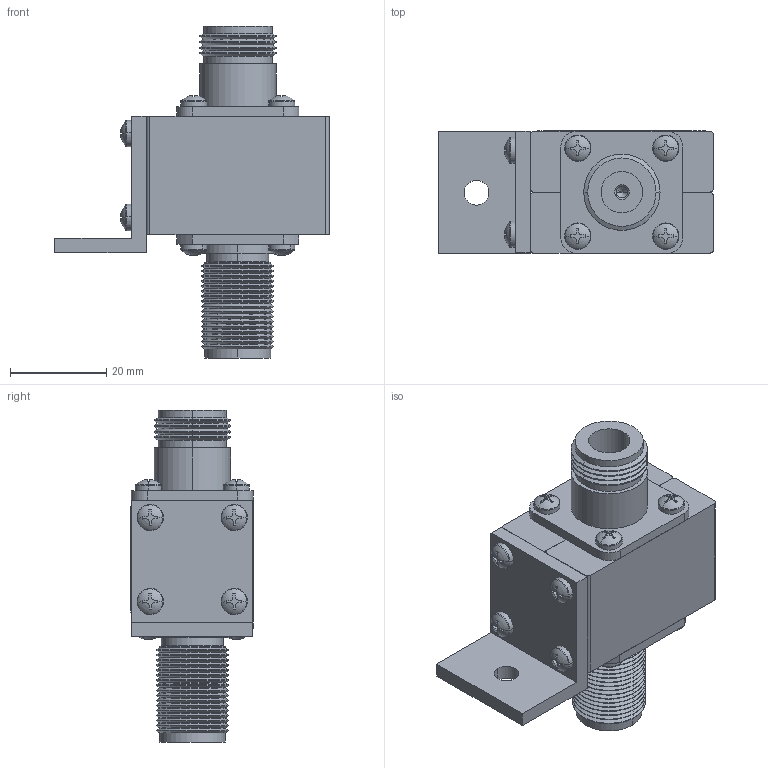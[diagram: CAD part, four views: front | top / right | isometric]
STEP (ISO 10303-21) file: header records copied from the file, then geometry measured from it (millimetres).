
FILE_DESCRIPTION (( 'STEP AP214' ), '1' );
FILE_NAME ('IS-B50LN-C2.STEP', '2015-06-26T13:23:19', ( '' ), ( '' ), 'SwSTEP 2.0', 'SolidWorks 2014', '' );
FILE_SCHEMA (( 'AUTOMOTIVE_DESIGN' ));
Length unit declared in the file: inch
Products named in the file (21): 5100-0002; 5210-0018; Solder_2600-163; IS-B50LN-C2-C^IS-B50LN-C2; IS-B50LN-C2; IS-B50LN-C2-B^IS-B50LN-C2; 1200-446^IS-B50LN-C2; 7060-0010_Hidden; 7050-0010_Hidden; 7020-0772_Hidden; 1081-0251-05; 9040-0594; Solder_2600-166; 5330-001; 9040-0592; 2011-6100-02; 2011-6100; MFGTDI-043^9040-0592; Solder_6040-0016; 2011-6101-01; 7020-0004
Assembly tree (21 placements, depth 4):
  Solder_2600-163
  IS-B50LN-C2-C^IS-B50LN-C2
  IS-B50LN-C2
    5210-0018
    5100-0002
    7020-0004
    2011-6101-01
    9040-0592
      2011-6100-02
        2011-6100
    9040-0594
      5330-001
    1081-0251-05  x12
  IS-B50LN-C2-B^IS-B50LN-C2
  1200-446^IS-B50LN-C2
Bounding box: 57.15 x 25.55 x 69.09 mm (x, y, z)
Volume: 30737.8 mm3; surface area: 20864.8 mm2
Topology: 18 solids, 18 shells, 2969 faces, 7214 edges, 4411 vertices
Faces by surface type: plane 1072, cone 718, cylinder 645, bspline 482, torus 52
Entity records: 96328 total; most frequent: CARTESIAN_POINT 37910, ORIENTED_EDGE 9320, DIRECTION 6941, EDGE_CURVE 4660, VECTOR 3023, LINE 3023, VERTEX_POINT 3014, EDGE_LOOP 1984
